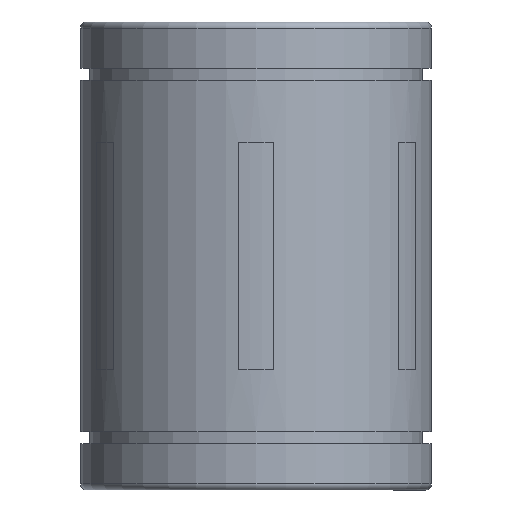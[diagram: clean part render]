
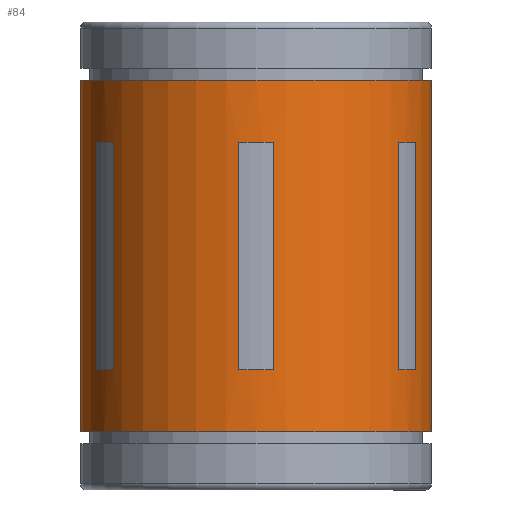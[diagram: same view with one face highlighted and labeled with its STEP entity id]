
A CAD part, left-side view. The second image highlights one B-rep face of the part: STEP entity #84.
In plain terms, the highlighted cylindrical face has radius 38.1 mm (diameter 76.2 mm), a partial arc.
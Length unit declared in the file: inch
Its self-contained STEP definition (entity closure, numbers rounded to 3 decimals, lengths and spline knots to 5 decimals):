
#2 = AXIS2_PLACEMENT_3D ( 'NONE', #1320, #1103, #20 ) ;
#9 = ORIENTED_EDGE ( 'NONE', *, *, #1623, .F. ) ;
#20 = DIRECTION ( 'NONE',  ( -0.411, -0.912, 0. ) ) ;
#34 = CARTESIAN_POINT ( 'NONE',  ( 0., 0., -0.97428 ) ) ;
#84 = ADVANCED_FACE ( 'NONE', ( #651, #622, #249, #401 ), #1925, .T. ) ;
#90 = ORIENTED_EDGE ( 'NONE', *, *, #900, .F. ) ;
#131 = EDGE_CURVE ( 'NONE', #1972, #338, #560, .T. ) ;
#177 = VECTOR ( 'NONE', #633, 39.37008 ) ;
#220 = CIRCLE ( 'NONE', #2564, 1.5 ) ;
#229 = EDGE_CURVE ( 'NONE', #2304, #806, #763, .T. ) ;
#246 = LINE ( 'NONE', #427, #1781 ) ;
#248 = DIRECTION ( 'NONE',  ( -0.995, -0.1, 0. ) ) ;
#249 = FACE_BOUND ( 'NONE', #1687, .T. ) ;
#297 = DIRECTION ( 'NONE',  ( 0., 0., 1. ) ) ;
#299 = DIRECTION ( 'NONE',  ( -0.584, 0.812, 0. ) ) ;
#302 = DIRECTION ( 'NONE',  ( -0.411, -0.912, 0. ) ) ;
#314 = ORIENTED_EDGE ( 'NONE', *, *, #2762, .F. ) ;
#338 = VERTEX_POINT ( 'NONE', #2693 ) ;
#342 = VECTOR ( 'NONE', #1042, 39.37008 ) ;
#364 = VERTEX_POINT ( 'NONE', #1974 ) ;
#375 = CARTESIAN_POINT ( 'NONE',  ( 0., 1.5, -1.5001 ) ) ;
#380 = LINE ( 'NONE', #987, #456 ) ;
#401 = FACE_BOUND ( 'NONE', #814, .T. ) ;
#408 = VERTEX_POINT ( 'NONE', #2058 ) ;
#427 = CARTESIAN_POINT ( 'NONE',  ( 0., -1.5, 1.94855 ) ) ;
#429 = CARTESIAN_POINT ( 'NONE',  ( 0., 0., 0.97428 ) ) ;
#438 = EDGE_CURVE ( 'NONE', #2304, #2294, #1918, .T. ) ;
#456 = VECTOR ( 'NONE', #1645, 39.37008 ) ;
#463 = VERTEX_POINT ( 'NONE', #1160 ) ;
#484 = DIRECTION ( 'NONE',  ( 0., 0., 1. ) ) ;
#496 = CARTESIAN_POINT ( 'NONE',  ( -1.49251, 0.14975, 0.97428 ) ) ;
#512 = ORIENTED_EDGE ( 'NONE', *, *, #438, .T. ) ;
#532 = AXIS2_PLACEMENT_3D ( 'NONE', #34, #2597, #1923 ) ;
#560 = CIRCLE ( 'NONE', #1382, 1.5 ) ;
#586 = ORIENTED_EDGE ( 'NONE', *, *, #2201, .F. ) ;
#605 = CARTESIAN_POINT ( 'NONE',  ( -1.49251, 0.14975, 0.97428 ) ) ;
#620 = CARTESIAN_POINT ( 'NONE',  ( -0.61657, 1.36742, 0.97428 ) ) ;
#622 = FACE_BOUND ( 'NONE', #740, .T. ) ;
#633 = DIRECTION ( 'NONE',  ( 0., 0., 1. ) ) ;
#635 = CARTESIAN_POINT ( 'NONE',  ( -1.49251, -0.14975, -0.97428 ) ) ;
#651 = FACE_OUTER_BOUND ( 'NONE', #712, .T. ) ;
#712 = EDGE_LOOP ( 'NONE', ( #2126, #512, #2744, #999 ) ) ;
#730 = EDGE_CURVE ( 'NONE', #866, #338, #2016, .T. ) ;
#735 = DIRECTION ( 'NONE',  ( 0., 0., 1. ) ) ;
#740 = EDGE_LOOP ( 'NONE', ( #1931, #1380, #314, #2416 ) ) ;
#763 = LINE ( 'NONE', #1890, #177 ) ;
#801 = CIRCLE ( 'NONE', #1577, 1.5 ) ;
#803 = CARTESIAN_POINT ( 'NONE',  ( -0.61657, 1.36742, -0.97428 ) ) ;
#806 = VERTEX_POINT ( 'NONE', #2529 ) ;
#814 = EDGE_LOOP ( 'NONE', ( #970, #2719, #9, #586 ) ) ;
#861 = LINE ( 'NONE', #635, #2740 ) ;
#863 = DIRECTION ( 'NONE',  ( 0., -1., 0. ) ) ;
#866 = VERTEX_POINT ( 'NONE', #2738 ) ;
#900 = EDGE_CURVE ( 'NONE', #2429, #364, #861, .T. ) ;
#903 = DIRECTION ( 'NONE',  ( 0., 0., 1. ) ) ;
#930 = CIRCLE ( 'NONE', #1752, 1.5 ) ;
#949 = CARTESIAN_POINT ( 'NONE',  ( 0., 0., -0.97428 ) ) ;
#963 = EDGE_CURVE ( 'NONE', #2294, #408, #246, .T. ) ;
#970 = ORIENTED_EDGE ( 'NONE', *, *, #131, .T. ) ;
#987 = CARTESIAN_POINT ( 'NONE',  ( -0.87594, 1.21767, -0.97428 ) ) ;
#994 = EDGE_CURVE ( 'NONE', #2779, #2569, #1936, .T. ) ;
#999 = ORIENTED_EDGE ( 'NONE', *, *, #2239, .F. ) ;
#1000 = CIRCLE ( 'NONE', #2, 1.5 ) ;
#1036 = EDGE_CURVE ( 'NONE', #2336, #2686, #220, .T. ) ;
#1042 = DIRECTION ( 'NONE',  ( 0., 0., -1. ) ) ;
#1087 = DIRECTION ( 'NONE',  ( 0., 0., 1. ) ) ;
#1103 = DIRECTION ( 'NONE',  ( 0., 0., 1. ) ) ;
#1129 = EDGE_CURVE ( 'NONE', #2376, #2686, #380, .T. ) ;
#1157 = AXIS2_PLACEMENT_3D ( 'NONE', #2124, #1680, #863 ) ;
#1160 = CARTESIAN_POINT ( 'NONE',  ( -0.87594, -1.21767, -0.97428 ) ) ;
#1204 = DIRECTION ( 'NONE',  ( 0., 0., 1. ) ) ;
#1244 = VECTOR ( 'NONE', #903, 39.37008 ) ;
#1249 = AXIS2_PLACEMENT_3D ( 'NONE', #2232, #297, #2047 ) ;
#1320 = CARTESIAN_POINT ( 'NONE',  ( 0., 0., -0.97428 ) ) ;
#1380 = ORIENTED_EDGE ( 'NONE', *, *, #1129, .F. ) ;
#1382 = AXIS2_PLACEMENT_3D ( 'NONE', #1766, #735, #302 ) ;
#1488 = VECTOR ( 'NONE', #1951, 39.37008 ) ;
#1489 = DIRECTION ( 'NONE',  ( 0., 0., 1. ) ) ;
#1517 = LINE ( 'NONE', #620, #1488 ) ;
#1529 = CIRCLE ( 'NONE', #2158, 1.5 ) ;
#1545 = CARTESIAN_POINT ( 'NONE',  ( -1.49251, -0.14975, -0.97428 ) ) ;
#1577 = AXIS2_PLACEMENT_3D ( 'NONE', #949, #1778, #299 ) ;
#1612 = DIRECTION ( 'NONE',  ( 0., 0., -1. ) ) ;
#1623 = EDGE_CURVE ( 'NONE', #463, #866, #1000, .T. ) ;
#1645 = DIRECTION ( 'NONE',  ( 0., 0., 1. ) ) ;
#1651 = CARTESIAN_POINT ( 'NONE',  ( 0., -1.5, -1.5001 ) ) ;
#1652 = ORIENTED_EDGE ( 'NONE', *, *, #2483, .F. ) ;
#1655 = ORIENTED_EDGE ( 'NONE', *, *, #994, .F. ) ;
#1680 = DIRECTION ( 'NONE',  ( 0., 0., 1. ) ) ;
#1687 = EDGE_LOOP ( 'NONE', ( #1799, #90, #1652, #1655 ) ) ;
#1752 = AXIS2_PLACEMENT_3D ( 'NONE', #429, #2193, #248 ) ;
#1766 = CARTESIAN_POINT ( 'NONE',  ( 0., 0., 0.97428 ) ) ;
#1778 = DIRECTION ( 'NONE',  ( 0., 0., 1. ) ) ;
#1781 = VECTOR ( 'NONE', #1087, 39.37008 ) ;
#1799 = ORIENTED_EDGE ( 'NONE', *, *, #2451, .T. ) ;
#1890 = CARTESIAN_POINT ( 'NONE',  ( 0., 1.5, 1.94855 ) ) ;
#1895 = CARTESIAN_POINT ( 'NONE',  ( -0.87594, 1.21767, -0.97427 ) ) ;
#1918 = CIRCLE ( 'NONE', #1249, 1.5 ) ;
#1923 = DIRECTION ( 'NONE',  ( -0.995, -0.1, 0. ) ) ;
#1925 = CYLINDRICAL_SURFACE ( 'NONE', #1157, 1.5 ) ;
#1931 = ORIENTED_EDGE ( 'NONE', *, *, #1036, .T. ) ;
#1936 = LINE ( 'NONE', #605, #342 ) ;
#1951 = DIRECTION ( 'NONE',  ( 0., 0., -1. ) ) ;
#1964 = CARTESIAN_POINT ( 'NONE',  ( -1.49251, 0.14975, -0.97428 ) ) ;
#1972 = VERTEX_POINT ( 'NONE', #2059 ) ;
#1974 = CARTESIAN_POINT ( 'NONE',  ( -1.49251, -0.14975, 0.97428 ) ) ;
#2016 = LINE ( 'NONE', #2428, #1244 ) ;
#2047 = DIRECTION ( 'NONE',  ( 0., -1., 0. ) ) ;
#2058 = CARTESIAN_POINT ( 'NONE',  ( 0., -1.5, 1.5001 ) ) ;
#2059 = CARTESIAN_POINT ( 'NONE',  ( -0.87594, -1.21767, 0.97428 ) ) ;
#2068 = CARTESIAN_POINT ( 'NONE',  ( -0.61657, 1.36742, 0.97428 ) ) ;
#2117 = CIRCLE ( 'NONE', #532, 1.5 ) ;
#2123 = DIRECTION ( 'NONE',  ( 0., -1., 0. ) ) ;
#2124 = CARTESIAN_POINT ( 'NONE',  ( 0., 0., 1.94855 ) ) ;
#2126 = ORIENTED_EDGE ( 'NONE', *, *, #229, .F. ) ;
#2158 = AXIS2_PLACEMENT_3D ( 'NONE', #2771, #1204, #2123 ) ;
#2193 = DIRECTION ( 'NONE',  ( 0., 0., 1. ) ) ;
#2201 = EDGE_CURVE ( 'NONE', #1972, #463, #2499, .T. ) ;
#2216 = CARTESIAN_POINT ( 'NONE',  ( -0.87594, -1.21767, 0.97428 ) ) ;
#2232 = CARTESIAN_POINT ( 'NONE',  ( 0., 0., -1.5001 ) ) ;
#2239 = EDGE_CURVE ( 'NONE', #806, #408, #1529, .T. ) ;
#2255 = VERTEX_POINT ( 'NONE', #803 ) ;
#2294 = VERTEX_POINT ( 'NONE', #1651 ) ;
#2304 = VERTEX_POINT ( 'NONE', #375 ) ;
#2325 = CARTESIAN_POINT ( 'NONE',  ( -0.87594, 1.21767, 0.97428 ) ) ;
#2336 = VERTEX_POINT ( 'NONE', #2068 ) ;
#2376 = VERTEX_POINT ( 'NONE', #1895 ) ;
#2416 = ORIENTED_EDGE ( 'NONE', *, *, #2540, .F. ) ;
#2423 = CARTESIAN_POINT ( 'NONE',  ( 0., 0., 0.97428 ) ) ;
#2428 = CARTESIAN_POINT ( 'NONE',  ( -0.61657, -1.36742, -0.97428 ) ) ;
#2429 = VERTEX_POINT ( 'NONE', #1545 ) ;
#2451 = EDGE_CURVE ( 'NONE', #2779, #364, #930, .T. ) ;
#2483 = EDGE_CURVE ( 'NONE', #2569, #2429, #2117, .T. ) ;
#2499 = LINE ( 'NONE', #2216, #2757 ) ;
#2529 = CARTESIAN_POINT ( 'NONE',  ( 0., 1.5, 1.5001 ) ) ;
#2540 = EDGE_CURVE ( 'NONE', #2336, #2255, #1517, .T. ) ;
#2564 = AXIS2_PLACEMENT_3D ( 'NONE', #2423, #484, #2639 ) ;
#2569 = VERTEX_POINT ( 'NONE', #1964 ) ;
#2597 = DIRECTION ( 'NONE',  ( 0., 0., 1. ) ) ;
#2639 = DIRECTION ( 'NONE',  ( -0.584, 0.812, 0. ) ) ;
#2686 = VERTEX_POINT ( 'NONE', #2325 ) ;
#2693 = CARTESIAN_POINT ( 'NONE',  ( -0.61657, -1.36742, 0.97428 ) ) ;
#2719 = ORIENTED_EDGE ( 'NONE', *, *, #730, .F. ) ;
#2738 = CARTESIAN_POINT ( 'NONE',  ( -0.61657, -1.36742, -0.97427 ) ) ;
#2740 = VECTOR ( 'NONE', #1489, 39.37008 ) ;
#2744 = ORIENTED_EDGE ( 'NONE', *, *, #963, .T. ) ;
#2757 = VECTOR ( 'NONE', #1612, 39.37008 ) ;
#2762 = EDGE_CURVE ( 'NONE', #2255, #2376, #801, .T. ) ;
#2771 = CARTESIAN_POINT ( 'NONE',  ( 0., 0., 1.5001 ) ) ;
#2779 = VERTEX_POINT ( 'NONE', #496 ) ;
